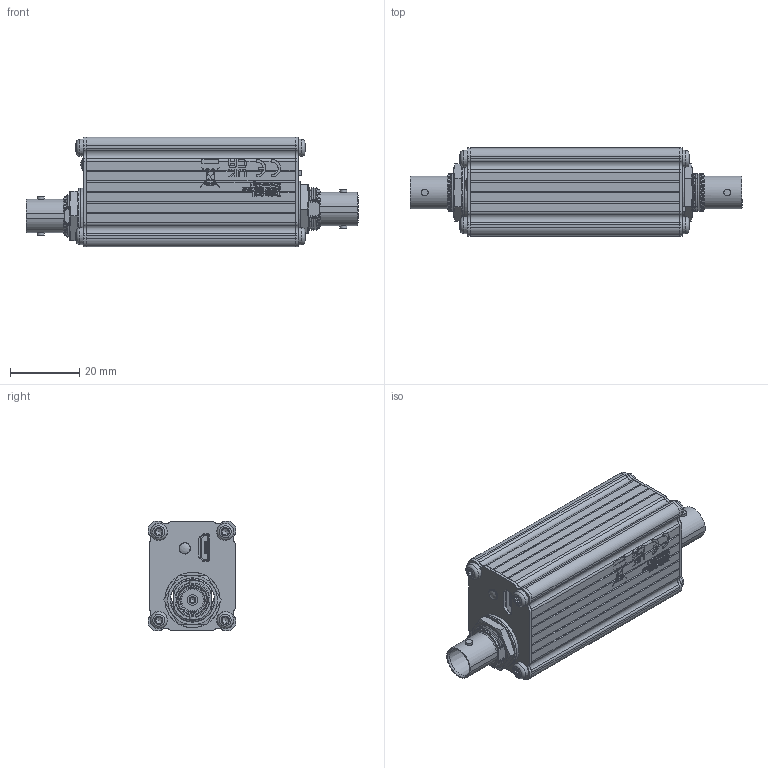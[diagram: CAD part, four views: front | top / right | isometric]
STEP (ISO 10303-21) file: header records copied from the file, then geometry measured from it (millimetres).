
FILE_DESCRIPTION (( 'STEP AP214' ), '1' );
FILE_NAME ('22.04.14_AMP145 WEB.STEP', '2022-04-14T11:44:41', ( '' ), ( '' ), 'SwSTEP 2.0', 'SolidWorks 2019', '' );
FILE_SCHEMA (( 'AUTOMOTIVE_DESIGN' ));
Length unit declared in the file: millimetre
Products named in the file (1): 22.04.14_AMP145 WEB
Bounding box: 95.95 x 25.4 x 31.75 mm (x, y, z)
Surface area: 31056.9 mm2 (no closed solid volume)
Topology: 0 solids, 31 shells, 4698 faces, 13369 edges, 8942 vertices
Faces by surface type: plane 3054, bspline 751, cylinder 641, cone 212, torus 27, sphere 13
Full cylindrical faces by diameter (mm): 0.348 x1, 0.542 x1, 0.8 x1, 0.85 x2, 1 x1, 1.143 x2, 1.194 x2, 1.486 x2, 1.905 x2, 1.93 x2, 1.981 x4, 2.224 x8, 2.5 x8, 2.845 x1, 2.9 x1, 3.048 x2, 3.302 x1, 3.5 x8, 4.039 x2, 6.35 x2, 6.909 x2, 6.934 x2, 12.7 x2, 12.9 x1, 13.85 x1, 14 x2, 16 x1, 16.002 x2
Entity records: 242007 total; most frequent: CARTESIAN_POINT 73656, ORIENTED_EDGE 26072, DIRECTION 20418, EDGE_CURVE 13195, LINE 9500, VECTOR 9500, VERTEX_POINT 8909, AXIS2_PLACEMENT_3D 5459
